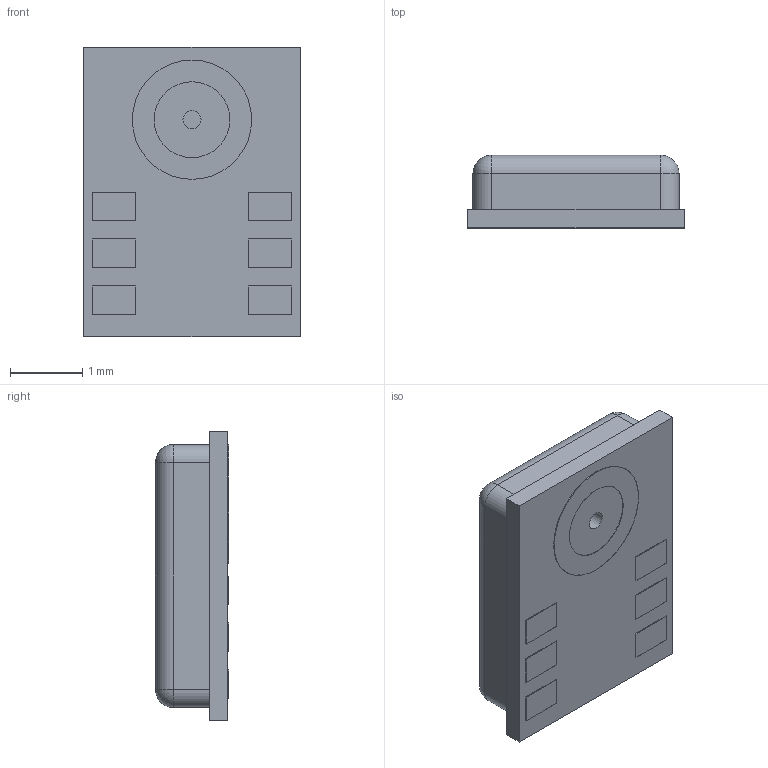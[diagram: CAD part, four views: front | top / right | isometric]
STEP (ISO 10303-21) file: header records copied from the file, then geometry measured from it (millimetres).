
FILE_DESCRIPTION(/* description */ (''),/* implementation_level */ '2;1');
FILE_NAME(/* name */ 'DMM-4026-B-I2S-R.ipt.step',/* time_stamp */ '2024-02-07T22:35:55-05:00',/* author */ ('vandenbroek'),/* organization */ (''),/* preprocessor_version */ 'ST-DEVELOPER v20',/* originating_system */ 'Autodesk Inventor 2024',/* authorisation */ '');
FILE_SCHEMA (('AUTOMOTIVE_DESIGN { 1 0 10303 214 3 1 1 }'));
Length unit declared in the file: millimetre
Products named in the file (1): DMM-4026-B-I2S-R
Bounding box: 3 x 1.01 x 4 mm (x, y, z)
Volume: 5.1 mm3; surface area: 69.2 mm2
Topology: 9 solids, 9 shells, 70 faces, 141 edges, 90 vertices
Faces by surface type: plane 55, cylinder 11, sphere 4
Full cylindrical faces by diameter (mm): 0.25 x1, 1.05 x1, 1.65 x1
Entity records: 1931 total; most frequent: DIRECTION 305, CARTESIAN_POINT 302, ORIENTED_EDGE 282, EDGE_CURVE 141, LINE 119, VECTOR 119, AXIS2_PLACEMENT_3D 93, VERTEX_POINT 90
